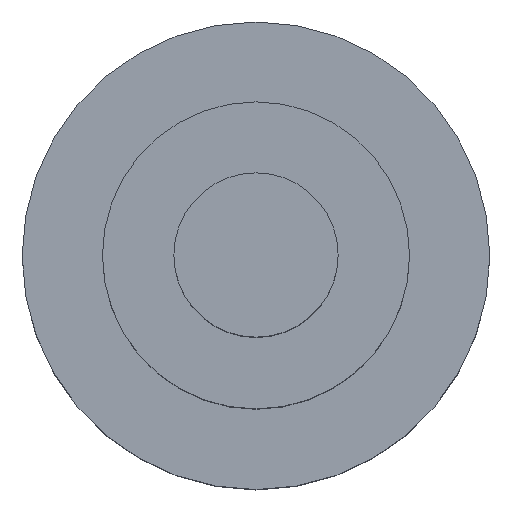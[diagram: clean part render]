
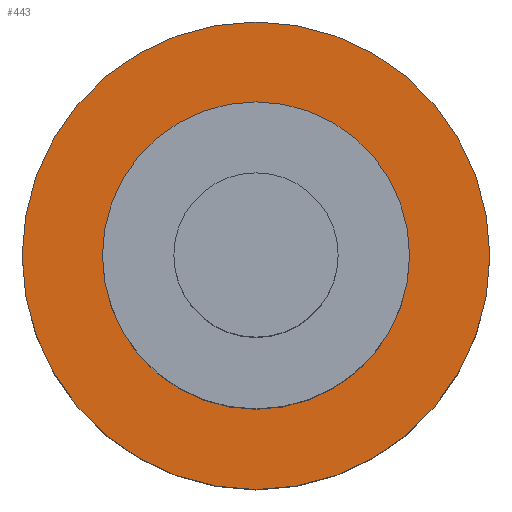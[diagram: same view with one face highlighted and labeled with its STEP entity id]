
A CAD part, top view. The second image highlights one B-rep face of the part: STEP entity #443.
In plain terms, the highlighted planar face has unit normal (0, 0, 1).
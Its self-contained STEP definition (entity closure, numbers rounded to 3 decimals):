
#36 = CARTESIAN_POINT ( 'NONE',  ( -34.213, 0., 50. ) ) ;
#41 = AXIS2_PLACEMENT_3D ( 'NONE', #381, #308, #459 ) ;
#52 = PLANE ( 'NONE',  #250 ) ;
#58 = ORIENTED_EDGE ( 'NONE', *, *, #71, .T. ) ;
#68 = CIRCLE ( 'NONE', #139, 52.098 ) ;
#71 = EDGE_CURVE ( 'NONE', #278, #224, #68, .T. ) ;
#72 = FACE_BOUND ( 'NONE', #259, .T. ) ;
#97 = DIRECTION ( 'NONE',  ( 0., 0., 1. ) ) ;
#117 = ORIENTED_EDGE ( 'NONE', *, *, #302, .T. ) ;
#125 = FACE_OUTER_BOUND ( 'NONE', #395, .T. ) ;
#131 = CARTESIAN_POINT ( 'NONE',  ( 52.098, 0., 50. ) ) ;
#135 = DIRECTION ( 'NONE',  ( 1., 0., 0. ) ) ;
#137 = DIRECTION ( 'NONE',  ( 1., 0., 0. ) ) ;
#138 = CARTESIAN_POINT ( 'NONE',  ( 0., 0., 50. ) ) ;
#139 = AXIS2_PLACEMENT_3D ( 'NONE', #188, #481, #190 ) ;
#141 = CARTESIAN_POINT ( 'NONE',  ( 0., 0., 50. ) ) ;
#150 = VERTEX_POINT ( 'NONE', #36 ) ;
#188 = CARTESIAN_POINT ( 'NONE',  ( 0., 0., 50. ) ) ;
#190 = DIRECTION ( 'NONE',  ( 1., 0., 0. ) ) ;
#191 = CIRCLE ( 'NONE', #41, 34.213 ) ;
#197 = CARTESIAN_POINT ( 'NONE',  ( -52.098, 0., 50. ) ) ;
#224 = VERTEX_POINT ( 'NONE', #131 ) ;
#245 = EDGE_CURVE ( 'NONE', #150, #332, #191, .T. ) ;
#250 = AXIS2_PLACEMENT_3D ( 'NONE', #321, #465, #135 ) ;
#259 = EDGE_LOOP ( 'NONE', ( #368, #336 ) ) ;
#278 = VERTEX_POINT ( 'NONE', #197 ) ;
#290 = CIRCLE ( 'NONE', #347, 34.213 ) ;
#302 = EDGE_CURVE ( 'NONE', #224, #278, #466, .T. ) ;
#308 = DIRECTION ( 'NONE',  ( 0., 0., 1. ) ) ;
#321 = CARTESIAN_POINT ( 'NONE',  ( 0., 0., 50. ) ) ;
#322 = CARTESIAN_POINT ( 'NONE',  ( 34.213, 0., 50. ) ) ;
#332 = VERTEX_POINT ( 'NONE', #322 ) ;
#336 = ORIENTED_EDGE ( 'NONE', *, *, #468, .F. ) ;
#347 = AXIS2_PLACEMENT_3D ( 'NONE', #141, #470, #398 ) ;
#368 = ORIENTED_EDGE ( 'NONE', *, *, #245, .F. ) ;
#381 = CARTESIAN_POINT ( 'NONE',  ( 0., 0., 50. ) ) ;
#395 = EDGE_LOOP ( 'NONE', ( #58, #117 ) ) ;
#398 = DIRECTION ( 'NONE',  ( 1., 0., 0. ) ) ;
#415 = AXIS2_PLACEMENT_3D ( 'NONE', #138, #97, #137 ) ;
#443 = ADVANCED_FACE ( 'NONE', ( #125, #72 ), #52, .T. ) ;
#459 = DIRECTION ( 'NONE',  ( 1., 0., 0. ) ) ;
#465 = DIRECTION ( 'NONE',  ( 0., 0., 1. ) ) ;
#466 = CIRCLE ( 'NONE', #415, 52.098 ) ;
#468 = EDGE_CURVE ( 'NONE', #332, #150, #290, .T. ) ;
#470 = DIRECTION ( 'NONE',  ( 0., 0., 1. ) ) ;
#481 = DIRECTION ( 'NONE',  ( 0., 0., 1. ) ) ;
